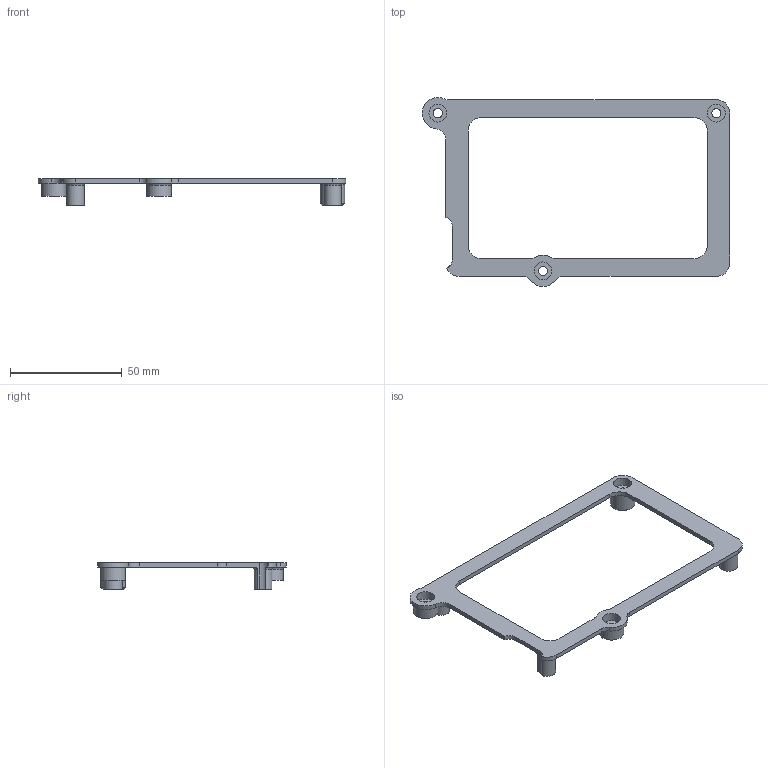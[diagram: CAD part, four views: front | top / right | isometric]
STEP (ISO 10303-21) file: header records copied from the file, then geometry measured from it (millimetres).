
FILE_DESCRIPTION(('FreeCAD Model'),'2;1');
FILE_NAME('Open CASCADE Shape Model','2024-12-17T06:21:54',(''),(''), 'Open CASCADE STEP processor 7.8','FreeCAD','Unknown');
FILE_SCHEMA(('AUTOMOTIVE_DESIGN { 1 0 10303 214 1 1 1 1 }'));
Length unit declared in the file: millimetre
Products named in the file (1): Pocket
Bounding box: 137.48 x 84.46 x 12 mm (x, y, z)
Volume: 9407.8 mm3; surface area: 10512.2 mm2
Topology: 1 solids, 1 shells, 64 faces, 151 edges, 99 vertices
Faces by surface type: cylinder 33, plane 25, torus 5, cone 1
Full cylindrical faces by diameter (mm): 3 x3, 4 x3, 8 x5, 11 x3
Entity records: 1957 total; most frequent: CARTESIAN_POINT 366, DIRECTION 356, ORIENTED_EDGE 302, EDGE_CURVE 151, AXIS2_PLACEMENT_3D 145, VERTEX_POINT 100, FACE_BOUND 83, EDGE_LOOP 83
